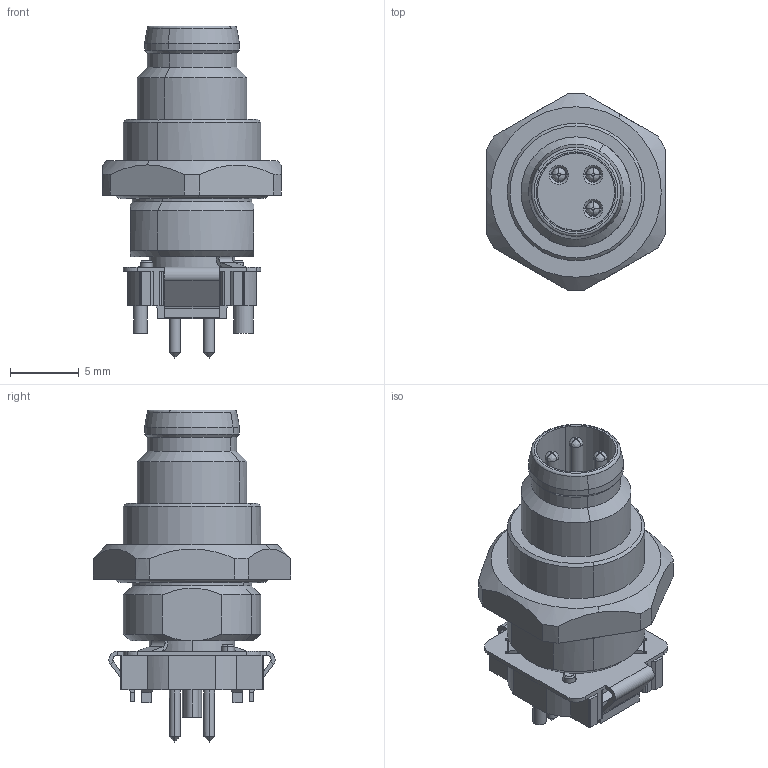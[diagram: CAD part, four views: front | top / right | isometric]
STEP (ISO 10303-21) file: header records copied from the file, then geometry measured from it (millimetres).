
FILE_DESCRIPTION(('CATIA V5R24 STEP','CAx-IF Rec.Pracs.--- Model Styling and Organization---1.2---2011-12-15'),'2;1');
FILE_NAME ('D1461843_0_2422920000_2422920000.stp','2017-05-16T08:22:58+00:00',('none'),('Weidmueller'),'CATIA Version 5-6 Release 2014 SP4 HF52','CATIA V5 STEP AP214','none');
FILE_SCHEMA(('AUTOMOTIVE_DESIGN { 1 0 10303 214 1 1 1 1 }'));
Length unit declared in the file: millimetre
Products named in the file (1): v5-standard_part
Bounding box: 13 x 14.39 x 24.15 mm (x, y, z)
Volume: 1268.5 mm3; surface area: 1987.2 mm2
Topology: 1 solids, 1 shells, 409 faces, 1034 edges, 643 vertices
Faces by surface type: plane 179, cylinder 156, cone 34, bspline 26, torus 14
Entity records: 13800 total; most frequent: CARTESIAN_POINT 4125, ORIENTED_EDGE 2056, DIRECTION 1585, EDGE_CURVE 1028, AXIS2_PLACEMENT_3D 654, VERTEX_POINT 643, VECTOR 548, LINE 548
